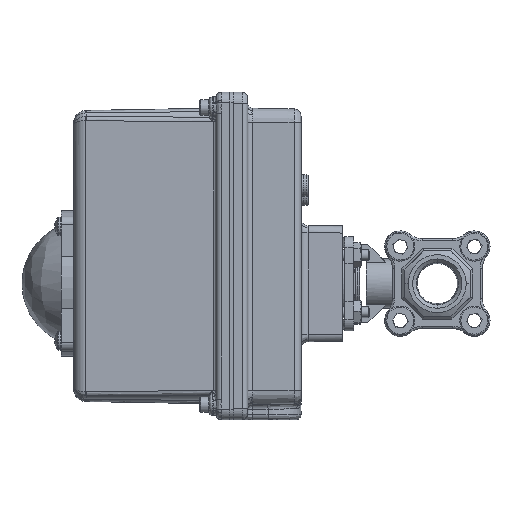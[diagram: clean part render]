
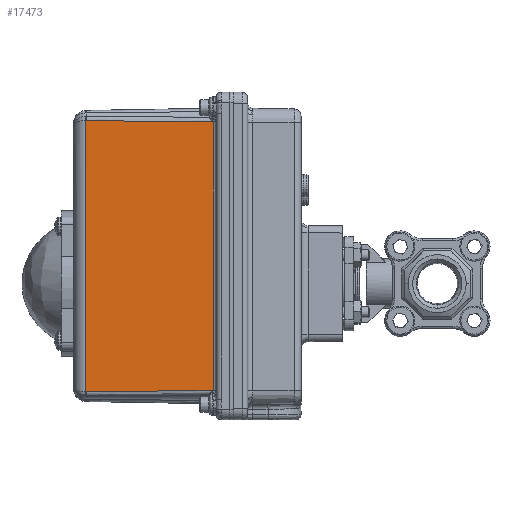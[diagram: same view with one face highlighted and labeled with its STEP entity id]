
A CAD part, left-side view. The second image highlights one B-rep face of the part: STEP entity #17473.
In plain terms, the highlighted planar face has unit normal (-1, 0.018, 0).
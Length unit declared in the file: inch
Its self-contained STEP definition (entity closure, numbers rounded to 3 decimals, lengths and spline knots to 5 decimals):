
#528 = DIRECTION ( 'NONE',  ( -0.017, -1., -0.001 ) ) ;
#535 = CARTESIAN_POINT ( 'NONE',  ( -1.78362, 3.94395, -1.87648 ) ) ;
#583 = VERTEX_POINT ( 'NONE', #34636 ) ;
#827 = ORIENTED_EDGE ( 'NONE', *, *, #5732, .T. ) ;
#1078 = EDGE_CURVE ( 'NONE', #21036, #22605, #5632, .T. ) ;
#1123 = CARTESIAN_POINT ( 'NONE',  ( -1.74475, 6.17116, 2.86303 ) ) ;
#1139 = ORIENTED_EDGE ( 'NONE', *, *, #27081, .T. ) ;
#1401 = VERTEX_POINT ( 'NONE', #30491 ) ;
#2107 = EDGE_CURVE ( 'NONE', #21931, #29665, #17224, .T. ) ;
#2562 = CARTESIAN_POINT ( 'NONE',  ( -1.78362, 3.94395, 2.8405 ) ) ;
#3703 = DIRECTION ( 'NONE',  ( 0., 0., -1. ) ) ;
#4936 = LINE ( 'NONE', #23830, #27676 ) ;
#5070 = EDGE_CURVE ( 'NONE', #25609, #11712, #9363, .T. ) ;
#5079 = CARTESIAN_POINT ( 'NONE',  ( -1.74475, 6.17116, -1.89901 ) ) ;
#5632 = LINE ( 'NONE', #38022, #22562 ) ;
#5656 = VECTOR ( 'NONE', #42335, 39.37008 ) ;
#5732 = EDGE_CURVE ( 'NONE', #21931, #11712, #10371, .T. ) ;
#5886 = ORIENTED_EDGE ( 'NONE', *, *, #2107, .F. ) ;
#8069 = CARTESIAN_POINT ( 'NONE',  ( -1.74478, 6.16893, 2.86303 ) ) ;
#8122 = CARTESIAN_POINT ( 'NONE',  ( -1.78901, 3.63535, -2.11599 ) ) ;
#8195 = VECTOR ( 'NONE', #528, 39.37008 ) ;
#9363 = LINE ( 'NONE', #19793, #36356 ) ;
#9389 = CARTESIAN_POINT ( 'NONE',  ( -1.75712, 5.46219, 2.85447 ) ) ;
#10371 = LINE ( 'NONE', #29462, #37383 ) ;
#10586 = CARTESIAN_POINT ( 'NONE',  ( -1.75712, 5.46219, -1.89045 ) ) ;
#10648 = ORIENTED_EDGE ( 'NONE', *, *, #22146, .T. ) ;
#11402 = ORIENTED_EDGE ( 'NONE', *, *, #33245, .T. ) ;
#11712 = VERTEX_POINT ( 'NONE', #5079 ) ;
#12210 = CARTESIAN_POINT ( 'NONE',  ( -1.78371, 3.93887, 2.85185 ) ) ;
#13185 = ORIENTED_EDGE ( 'NONE', *, *, #5070, .F. ) ;
#13426 = EDGE_CURVE ( 'NONE', #583, #1401, #23641, .T. ) ;
#14005 = CARTESIAN_POINT ( 'NONE',  ( -1.74478, 6.16893, -1.89901 ) ) ;
#14796 = VERTEX_POINT ( 'NONE', #15301 ) ;
#14953 = PLANE ( 'NONE',  #27934 ) ;
#15301 = CARTESIAN_POINT ( 'NONE',  ( -1.78362, 3.94395, 2.8405 ) ) ;
#15485 = CARTESIAN_POINT ( 'NONE',  ( -1.78367, 3.94118, -1.88932 ) ) ;
#15625 = CARTESIAN_POINT ( 'NONE',  ( -1.78362, 3.94395, 2.85403 ) ) ;
#15880 = DIRECTION ( 'NONE',  ( 0., 0., -1. ) ) ;
#17224 = LINE ( 'NONE', #38719, #8195 ) ;
#17473 = ADVANCED_FACE ( 'NONE', ( #26045 ), #14953, .T. ) ;
#18374 = DIRECTION ( 'NONE',  ( -1., 0.017, 0. ) ) ;
#18712 = CARTESIAN_POINT ( 'NONE',  ( -1.78379, 3.93448, -2.11599 ) ) ;
#18878 = CARTESIAN_POINT ( 'NONE',  ( -1.78377, 3.93536, -1.88331 ) ) ;
#19793 = CARTESIAN_POINT ( 'NONE',  ( -1.74475, 6.17116, -1.89901 ) ) ;
#20131 = B_SPLINE_CURVE_WITH_KNOTS ( 'NONE', 3,
 ( #35713, #15485, #39136, #18878, #42517, #22265 ),
 .UNSPECIFIED., .F., .F.,
 ( 4, 2, 4 ),
 ( 0., 0.5, 1. ),
 .UNSPECIFIED. ) ;
#20231 = B_SPLINE_CURVE_WITH_KNOTS ( 'NONE', 3,
 ( #39141, #32337, #32474, #12210, #35874, #15625 ),
 .UNSPECIFIED., .F., .F.,
 ( 4, 2, 4 ),
 ( 0., 0.5, 1. ),
 .UNSPECIFIED. ) ;
#20805 = CARTESIAN_POINT ( 'NONE',  ( -1.77007, 4.72053, -1.88294 ) ) ;
#20935 = CARTESIAN_POINT ( 'NONE',  ( -1.78362, 3.94395, -1.87648 ) ) ;
#21036 = VERTEX_POINT ( 'NONE', #20935 ) ;
#21931 = VERTEX_POINT ( 'NONE', #1123 ) ;
#22146 = EDGE_CURVE ( 'NONE', #1401, #22988, #20231, .T. ) ;
#22265 = CARTESIAN_POINT ( 'NONE',  ( -1.78379, 3.93448, -1.87786 ) ) ;
#22562 = VECTOR ( 'NONE', #34601, 39.37008 ) ;
#22605 = VERTEX_POINT ( 'NONE', #36240 ) ;
#22769 = EDGE_LOOP ( 'NONE', ( #43452, #30194, #41062, #10648, #29763, #1139, #5886, #827, #13185, #11402 ) ) ;
#22894 = CARTESIAN_POINT ( 'NONE',  ( -1.78362, 3.94395, 2.85403 ) ) ;
#22988 = VERTEX_POINT ( 'NONE', #22894 ) ;
#23641 = LINE ( 'NONE', #18712, #5656 ) ;
#23830 = CARTESIAN_POINT ( 'NONE',  ( -1.78362, 3.94395, -2.11599 ) ) ;
#25609 = VERTEX_POINT ( 'NONE', #34311 ) ;
#26045 = FACE_OUTER_BOUND ( 'NONE', #22769, .T. ) ;
#26909 = EDGE_CURVE ( 'NONE', #22605, #583, #20131, .T. ) ;
#27081 = EDGE_CURVE ( 'NONE', #14796, #29665, #34743, .T. ) ;
#27676 = VECTOR ( 'NONE', #3703, 39.37008 ) ;
#27934 = AXIS2_PLACEMENT_3D ( 'NONE', #8122, #18374, #41996 ) ;
#29462 = CARTESIAN_POINT ( 'NONE',  ( -1.74475, 6.17116, -2.11599 ) ) ;
#29665 = VERTEX_POINT ( 'NONE', #8069 ) ;
#29763 = ORIENTED_EDGE ( 'NONE', *, *, #34392, .T. ) ;
#30194 = ORIENTED_EDGE ( 'NONE', *, *, #26909, .T. ) ;
#30491 = CARTESIAN_POINT ( 'NONE',  ( -1.78379, 3.93448, 2.84187 ) ) ;
#32337 = CARTESIAN_POINT ( 'NONE',  ( -1.78379, 3.93448, 2.84473 ) ) ;
#32474 = CARTESIAN_POINT ( 'NONE',  ( -1.78377, 3.93538, 2.84732 ) ) ;
#33056 = CARTESIAN_POINT ( 'NONE',  ( -1.74478, 6.16893, 2.86303 ) ) ;
#33245 = EDGE_CURVE ( 'NONE', #25609, #21036, #39706, .T. ) ;
#34311 = CARTESIAN_POINT ( 'NONE',  ( -1.74478, 6.16893, -1.89901 ) ) ;
#34392 = EDGE_CURVE ( 'NONE', #22988, #14796, #4936, .T. ) ;
#34601 = DIRECTION ( 'NONE',  ( 0., 0., -1. ) ) ;
#34636 = CARTESIAN_POINT ( 'NONE',  ( -1.78379, 3.93448, -1.87786 ) ) ;
#34743 = B_SPLINE_CURVE_WITH_KNOTS ( 'NONE', 3,
 ( #2562, #43078, #9389, #33056 ),
 .UNSPECIFIED., .F., .F.,
 ( 4, 4 ),
 ( 0., 1. ),
 .UNSPECIFIED. ) ;
#35713 = CARTESIAN_POINT ( 'NONE',  ( -1.78362, 3.94395, -1.89001 ) ) ;
#35874 = CARTESIAN_POINT ( 'NONE',  ( -1.78367, 3.94115, 2.85333 ) ) ;
#36240 = CARTESIAN_POINT ( 'NONE',  ( -1.78362, 3.94395, -1.89001 ) ) ;
#36356 = VECTOR ( 'NONE', #43455, 39.37008 ) ;
#37383 = VECTOR ( 'NONE', #15880, 39.37008 ) ;
#38022 = CARTESIAN_POINT ( 'NONE',  ( -1.78362, 3.94395, -2.11599 ) ) ;
#38719 = CARTESIAN_POINT ( 'NONE',  ( -1.74478, 6.16893, 2.86303 ) ) ;
#39136 = CARTESIAN_POINT ( 'NONE',  ( -1.78371, 3.93888, -1.88781 ) ) ;
#39141 = CARTESIAN_POINT ( 'NONE',  ( -1.78379, 3.93448, 2.84187 ) ) ;
#39706 = B_SPLINE_CURVE_WITH_KNOTS ( 'NONE', 3,
 ( #14005, #10586, #20805, #535 ),
 .UNSPECIFIED., .F., .F.,
 ( 4, 4 ),
 ( 0., 1. ),
 .UNSPECIFIED. ) ;
#41062 = ORIENTED_EDGE ( 'NONE', *, *, #13426, .T. ) ;
#41996 = DIRECTION ( 'NONE',  ( 0.017, 1., 0. ) ) ;
#42335 = DIRECTION ( 'NONE',  ( 0., 0., 1. ) ) ;
#42517 = CARTESIAN_POINT ( 'NONE',  ( -1.78379, 3.93448, -1.88075 ) ) ;
#43078 = CARTESIAN_POINT ( 'NONE',  ( -1.77007, 4.72053, 2.84696 ) ) ;
#43452 = ORIENTED_EDGE ( 'NONE', *, *, #1078, .T. ) ;
#43455 = DIRECTION ( 'NONE',  ( 0.017, 1., -0.001 ) ) ;
